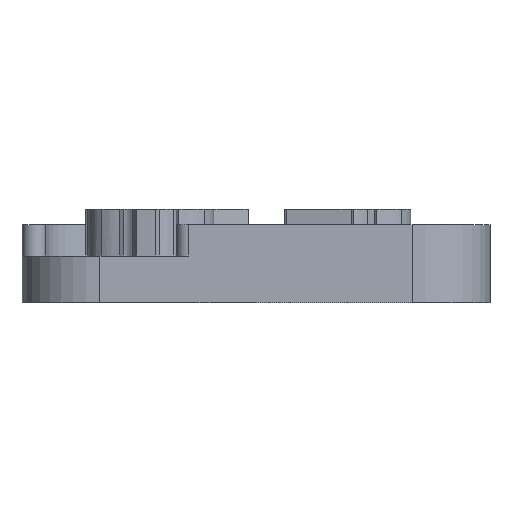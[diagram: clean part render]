
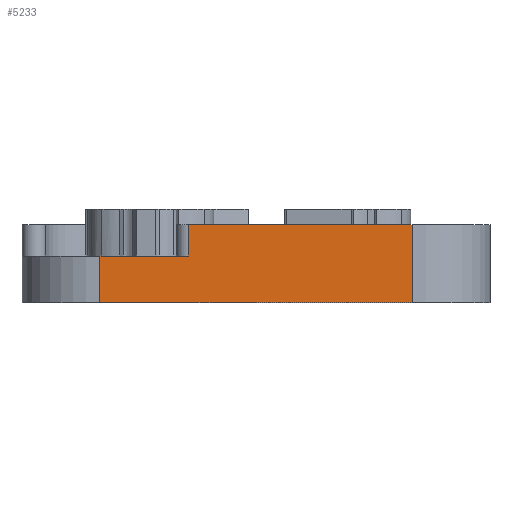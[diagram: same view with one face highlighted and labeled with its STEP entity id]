
A CAD part, left-side view. The second image highlights one B-rep face of the part: STEP entity #5233.
In plain terms, the highlighted planar face has unit normal (-1, 0, 0).
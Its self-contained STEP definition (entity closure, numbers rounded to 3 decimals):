
#823=FACE_OUTER_BOUND('',#1122,.T.);
#1122=EDGE_LOOP('',(#4796,#4797,#4798,#4799,#4800,#4801));
#1270=LINE('',#7072,#1702);
#1540=LINE('',#10391,#1972);
#1543=LINE('',#10398,#1975);
#1553=LINE('',#10432,#1985);
#1554=LINE('',#10434,#1986);
#1555=LINE('',#10435,#1987);
#1702=VECTOR('',#5610,10.);
#1972=VECTOR('',#6014,10.);
#1975=VECTOR('',#6021,10.);
#1985=VECTOR('',#6053,10.);
#1986=VECTOR('',#6054,10.);
#1987=VECTOR('',#6055,10.);
#2135=VERTEX_POINT('',#7069);
#2136=VERTEX_POINT('',#7071);
#2497=VERTEX_POINT('',#10387);
#2500=VERTEX_POINT('',#10397);
#2513=VERTEX_POINT('',#10431);
#2514=VERTEX_POINT('',#10433);
#2721=EDGE_CURVE('',#2135,#2136,#1270,.T.);
#3261=EDGE_CURVE('',#2136,#2497,#1540,.T.);
#3264=EDGE_CURVE('',#2497,#2500,#1543,.T.);
#3281=EDGE_CURVE('',#2513,#2135,#1553,.T.);
#3282=EDGE_CURVE('',#2514,#2513,#1554,.T.);
#3283=EDGE_CURVE('',#2500,#2514,#1555,.T.);
#4796=ORIENTED_EDGE('',*,*,#2721,.F.);
#4797=ORIENTED_EDGE('',*,*,#3281,.F.);
#4798=ORIENTED_EDGE('',*,*,#3282,.F.);
#4799=ORIENTED_EDGE('',*,*,#3283,.F.);
#4800=ORIENTED_EDGE('',*,*,#3264,.F.);
#4801=ORIENTED_EDGE('',*,*,#3261,.F.);
#4960=PLANE('',#5379);
#5233=ADVANCED_FACE('',(#823),#4960,.T.);
#5379=AXIS2_PLACEMENT_3D('',#10430,#6051,#6052);
#5610=DIRECTION('',(0.,-1.,0.));
#6014=DIRECTION('',(0.,0.,1.));
#6021=DIRECTION('',(0.,-1.,0.));
#6051=DIRECTION('center_axis',(-1.,0.,0.));
#6052=DIRECTION('ref_axis',(0.,-1.,0.));
#6053=DIRECTION('',(0.,0.,1.));
#6054=DIRECTION('',(0.,1.,0.));
#6055=DIRECTION('',(0.,0.,-1.));
#7069=CARTESIAN_POINT('',(-25.,10.,3.));
#7071=CARTESIAN_POINT('',(-25.,4.337,3.));
#7072=CARTESIAN_POINT('',(-25.,7.5,3.));
#10387=CARTESIAN_POINT('',(-25.,4.337,5.));
#10391=CARTESIAN_POINT('',(-25.,4.337,1.5));
#10397=CARTESIAN_POINT('',(-25.,-10.,5.));
#10398=CARTESIAN_POINT('',(-25.,-15.,5.));
#10430=CARTESIAN_POINT('Origin',(-25.,15.,0.));
#10431=CARTESIAN_POINT('',(-25.,10.,0.));
#10432=CARTESIAN_POINT('',(-25.,10.,0.));
#10433=CARTESIAN_POINT('',(-25.,-10.,0.));
#10434=CARTESIAN_POINT('',(-25.,-15.,0.));
#10435=CARTESIAN_POINT('',(-25.,-10.,0.));
